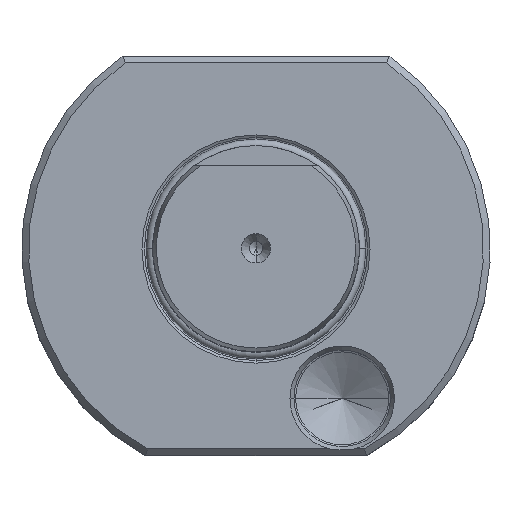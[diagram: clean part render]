
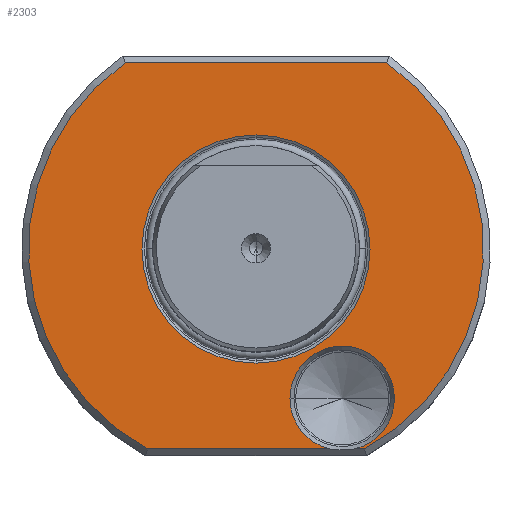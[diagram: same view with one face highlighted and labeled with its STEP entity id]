
A CAD part, top view. The second image highlights one B-rep face of the part: STEP entity #2303.
In plain terms, the highlighted planar face has unit normal (0, 0, 1).
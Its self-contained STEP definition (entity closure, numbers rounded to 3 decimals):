
#796=CARTESIAN_POINT('',(0,0,0.5));
#797=DIRECTION('',(0,0,1));
#798=DIRECTION('',(0,1,0));
#799=AXIS2_PLACEMENT_3D('',#796,#797,#798);
#801=CARTESIAN_POINT('',(0,0,0.5));
#802=DIRECTION('',(0,0,-1));
#803=DIRECTION('',(0,1,0));
#804=AXIS2_PLACEMENT_3D('',#801,#802,#803);
#806=DIRECTION('',(-1,0,0));
#807=VECTOR('',#806,37.947);
#808=CARTESIAN_POINT('',(18.974,27,0.5));
#809=LINE('',#808,#807);
#810=CARTESIAN_POINT('',(0,0,0.5));
#811=DIRECTION('',(0,0,1));
#812=DIRECTION('',(0.477,-0.879,0));
#813=AXIS2_PLACEMENT_3D('',#810,#811,#812);
#815=DIRECTION('',(1,0,0));
#816=VECTOR('',#815,1.403);
#817=CARTESIAN_POINT('',(14.345,-29,0.5));
#818=LINE('',#817,#816);
#819=CARTESIAN_POINT('',(12.5,-21.651,0.5));
#820=DIRECTION('',(0,0,1));
#821=DIRECTION('',(0.244,-0.97,0));
#822=AXIS2_PLACEMENT_3D('',#819,#820,#821);
#824=CARTESIAN_POINT('',(12.5,-21.651,0.5));
#825=DIRECTION('',(0,0,1));
#826=DIRECTION('',(1,0,0));
#827=AXIS2_PLACEMENT_3D('',#824,#825,#826);
#829=CARTESIAN_POINT('',(12.5,-21.651,0.5));
#830=DIRECTION('',(0,0,1));
#831=DIRECTION('',(-1,0,0));
#832=AXIS2_PLACEMENT_3D('',#829,#830,#831);
#834=DIRECTION('',(1,0,0));
#835=VECTOR('',#834,26.403);
#836=CARTESIAN_POINT('',(-15.748,-29,0.5));
#837=LINE('',#836,#835);
#838=CARTESIAN_POINT('',(0,0,0.5));
#839=DIRECTION('',(0,0,1));
#840=DIRECTION('',(-0.575,0.818,0));
#841=AXIS2_PLACEMENT_3D('',#838,#839,#840);
#843=CARTESIAN_POINT('',(-18.974,27,0.5));
#853=CARTESIAN_POINT('',(-15.748,-29,0.5));
#950=CARTESIAN_POINT('',(18.974,27,0.5));
#952=CARTESIAN_POINT('',(15.748,-29,0.5));
#1136=CARTESIAN_POINT('',(0,16.55,0.5));
#1138=VERTEX_POINT('',#1136);
#1142=CARTESIAN_POINT('',(0,-16.55,0.5));
#1144=VERTEX_POINT('',#1142);
#1340=CARTESIAN_POINT('',(20.078,-21.651,0.5));
#1341=CARTESIAN_POINT('',(4.923,-21.651,0.5));
#1342=VERTEX_POINT('',#1340);
#1343=VERTEX_POINT('',#1341);
#1384=VERTEX_POINT('',#843);
#1388=VERTEX_POINT('',#950);
#1394=VERTEX_POINT('',#952);
#1396=CARTESIAN_POINT('',(14.345,-29,0.5));
#1397=VERTEX_POINT('',#1396);
#1399=VERTEX_POINT('',#853);
#1400=CARTESIAN_POINT('',(10.655,-29,0.5));
#1401=VERTEX_POINT('',#1400);
#2276=CARTESIAN_POINT('',(0,0,0.5));
#2277=DIRECTION('',(0,0,-1));
#2278=DIRECTION('',(0,-1,0));
#2279=AXIS2_PLACEMENT_3D('',#2276,#2277,#2278);
#2280=PLANE('',#2279);
#2282=ORIENTED_EDGE('',*,*,#2281,.F.);
#2284=ORIENTED_EDGE('',*,*,#2283,.F.);
#2286=ORIENTED_EDGE('',*,*,#2285,.F.);
#2288=ORIENTED_EDGE('',*,*,#2287,.T.);
#2290=ORIENTED_EDGE('',*,*,#2289,.T.);
#2292=ORIENTED_EDGE('',*,*,#2291,.T.);
#2294=ORIENTED_EDGE('',*,*,#2293,.F.);
#2296=ORIENTED_EDGE('',*,*,#2295,.F.);
#2297=EDGE_LOOP('',(#2282,#2284,#2286,#2288,#2290,#2292,#2294,#2296));
#2298=FACE_OUTER_BOUND('',#2297,.F.);
#2299=ORIENTED_EDGE('',*,*,#2258,.T.);
#2300=ORIENTED_EDGE('',*,*,#2269,.F.);
#2301=EDGE_LOOP('',(#2299,#2300));
#2302=FACE_BOUND('',#2301,.F.);
#2303=ADVANCED_FACE('',(#2298,#2302),#2280,.F.);
#800=CIRCLE('',#799,16.55);
#805=CIRCLE('',#804,16.55);
#814=CIRCLE('',#813,33);
#823=CIRCLE('',#822,7.578);
#828=CIRCLE('',#827,7.578);
#833=CIRCLE('',#832,7.578);
#842=CIRCLE('',#841,33);
#2258=EDGE_CURVE('',#1138,#1144,#800,.T.);
#2269=EDGE_CURVE('',#1138,#1144,#805,.T.);
#2281=EDGE_CURVE('',#1388,#1384,#809,.T.);
#2283=EDGE_CURVE('',#1394,#1388,#814,.T.);
#2285=EDGE_CURVE('',#1397,#1394,#818,.T.);
#2287=EDGE_CURVE('',#1397,#1342,#823,.T.);
#2289=EDGE_CURVE('',#1342,#1343,#828,.T.);
#2291=EDGE_CURVE('',#1343,#1401,#833,.T.);
#2293=EDGE_CURVE('',#1399,#1401,#837,.T.);
#2295=EDGE_CURVE('',#1384,#1399,#842,.T.);
